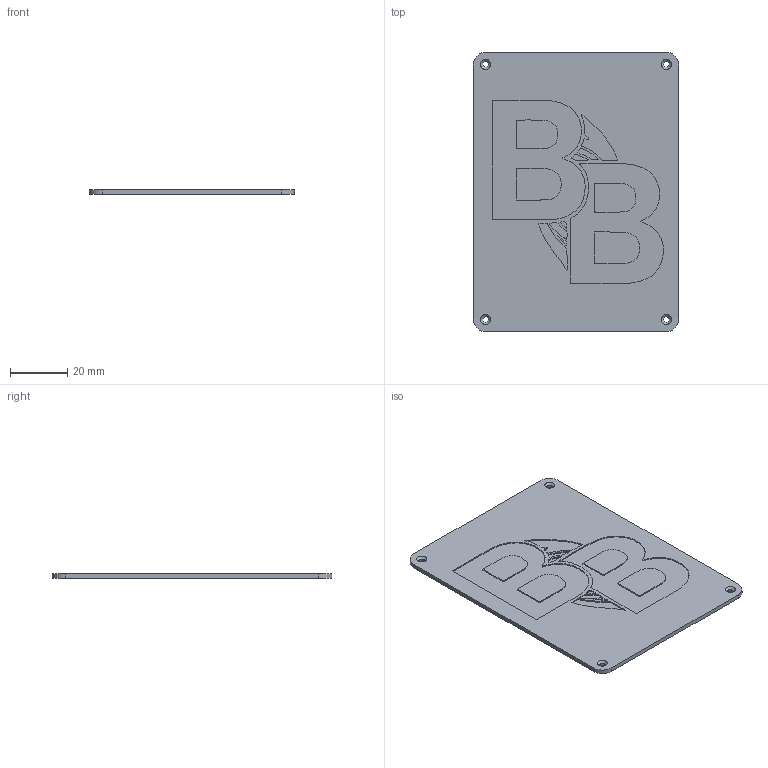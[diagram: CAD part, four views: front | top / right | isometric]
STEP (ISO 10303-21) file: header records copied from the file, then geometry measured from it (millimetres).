
FILE_DESCRIPTION(/* description */ (''),/* implementation_level */ '2;1');
FILE_NAME(/* name */ 'back_bb.step',/* time_stamp */ '2022-12-10T07:17:00-06:00',/* author */ (''),/* organization */ (''),/* preprocessor_version */ 'ST-DEVELOPER v19.2',/* originating_system */ 'Autodesk Translation Framework v11.17.0.187',/* authorisation */ '');
FILE_SCHEMA (('AUTOMOTIVE_DESIGN { 1 0 10303 214 3 1 1 }'));
Length unit declared in the file: millimetre
Products named in the file (1): front_new
Bounding box: 71.5 x 97.5 x 1.5 mm (x, y, z)
Volume: 9618.2 mm3; surface area: 14660.2 mm2
Topology: 1 solids, 1 shells, 160 faces, 431 edges, 286 vertices
Faces by surface type: bspline 103, plane 45, cylinder 8, cone 4
Full cylindrical faces by diameter (mm): 2 x4
Entity records: 5281 total; most frequent: CARTESIAN_POINT 2217, ORIENTED_EDGE 862, EDGE_CURVE 431, DIRECTION 361, VERTEX_POINT 286, LINE 205, VECTOR 205, EDGE_LOOP 181
